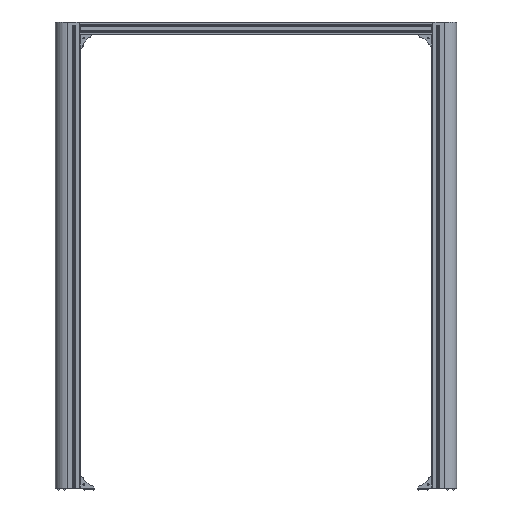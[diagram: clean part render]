
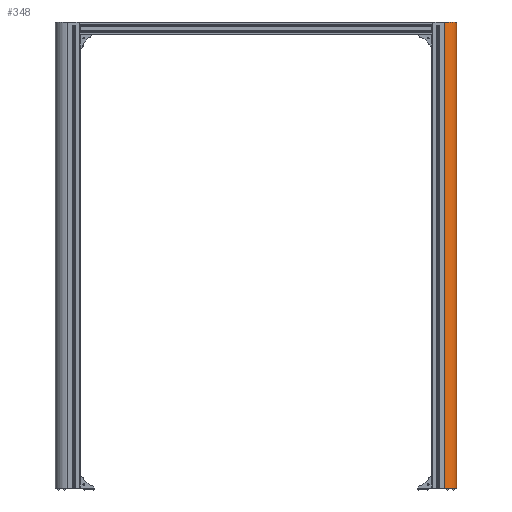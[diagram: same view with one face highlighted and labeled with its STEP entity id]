
A CAD part, front view. The second image highlights one B-rep face of the part: STEP entity #348.
In plain terms, the highlighted cylindrical face has radius 40 mm (diameter 80 mm), a partial arc.
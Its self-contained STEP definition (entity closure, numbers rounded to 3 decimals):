
#94=CARTESIAN_POINT('Vertex',(0.,40.,10.)) ;
#97=CARTESIAN_POINT('Axis2P3D Location',(40.,40.,10.)) ;
#101=CARTESIAN_POINT('Vertex',(40.,0.,10.)) ;
#306=CARTESIAN_POINT('Vertex',(0.,40.,-1500.)) ;
#309=CARTESIAN_POINT('Line Origine',(0.,40.,-745.)) ;
#325=CARTESIAN_POINT('Axis2P3D Location',(40.,40.,-750.)) ;
#330=CARTESIAN_POINT('Axis2P3D Location',(40.,40.,-1500.)) ;
#334=CARTESIAN_POINT('Vertex',(40.,0.,-1500.)) ;
#337=CARTESIAN_POINT('Line Origine',(40.,0.,-750.)) ;
#98=DIRECTION('Axis2P3D Direction',(0.,0.,1.)) ;
#310=DIRECTION('Vector Direction',(0.,0.,1.)) ;
#326=DIRECTION('Axis2P3D Direction',(0.,0.,1.)) ;
#327=DIRECTION('Axis2P3D XDirection',(-1.,0.,0.)) ;
#331=DIRECTION('Axis2P3D Direction',(0.,0.,1.)) ;
#338=DIRECTION('Vector Direction',(0.,0.,1.)) ;
#99=AXIS2_PLACEMENT_3D('Circle Axis2P3D',#97,#98,$) ;
#328=AXIS2_PLACEMENT_3D('Cylinder Axis2P3D',#325,#326,#327) ;
#332=AXIS2_PLACEMENT_3D('Circle Axis2P3D',#330,#331,$) ;
#343=ORIENTED_EDGE('',*,*,#313,.T.) ;
#344=ORIENTED_EDGE('',*,*,#336,.T.) ;
#345=ORIENTED_EDGE('',*,*,#341,.F.) ;
#346=ORIENTED_EDGE('',*,*,#103,.F.) ;
#311=VECTOR('Line Direction',#310,1.) ;
#339=VECTOR('Line Direction',#338,1.) ;
#348=ADVANCED_FACE('HFSR8-808040-1500',(#347),#329,.T.) ;
#100=CIRCLE('generated circle',#99,40.) ;
#333=CIRCLE('generated circle',#332,40.) ;
#329=CYLINDRICAL_SURFACE('generated cylinder',#328,40.) ;
#103=EDGE_CURVE('',#95,#102,#100,.T.) ;
#313=EDGE_CURVE('',#95,#307,#312,.F.) ;
#336=EDGE_CURVE('',#307,#335,#333,.T.) ;
#341=EDGE_CURVE('',#102,#335,#340,.F.) ;
#342=EDGE_LOOP('',(#343,#344,#345,#346)) ;
#347=FACE_OUTER_BOUND('',#342,.T.) ;
#312=LINE('Line',#309,#311) ;
#340=LINE('Line',#337,#339) ;
#95=VERTEX_POINT('',#94) ;
#102=VERTEX_POINT('',#101) ;
#307=VERTEX_POINT('',#306) ;
#335=VERTEX_POINT('',#334) ;
